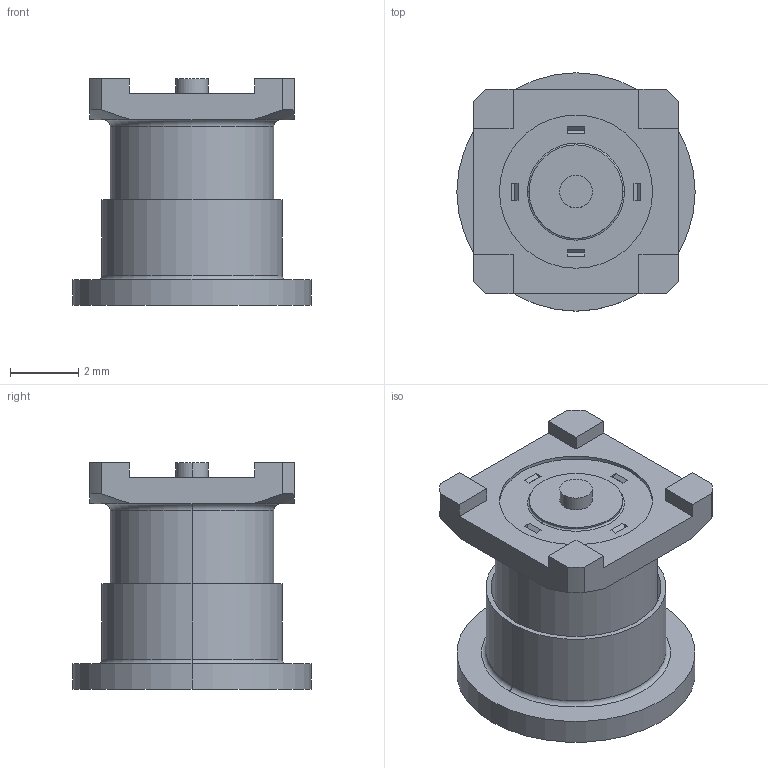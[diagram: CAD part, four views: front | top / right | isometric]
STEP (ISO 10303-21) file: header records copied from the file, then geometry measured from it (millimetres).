
FILE_DESCRIPTION (( 'STEP AP214' ), '1' );
FILE_NAME ('FMCN45870_3D.step', '2023-05-05T19:06:46', ( '' ), ( '' ), 'SwSTEP 2.0', 'SolidWorks 2022', '' );
FILE_SCHEMA (( 'AUTOMOTIVE_DESIGN' ));
Length unit declared in the file: inch
Products named in the file (3): FMCN45870_Base Model; FMCN45870_3D; FMCN45870_PTFE Cap
Assembly tree (2 placements, depth 2):
  FMCN45870_3D
    FMCN45870_Base Model
    FMCN45870_PTFE Cap
Bounding box: 7 x 7 x 6.65 mm (x, y, z)
Volume: 116.3 mm3; surface area: 415 mm2
Topology: 2 solids, 2 shells, 117 faces, 272 edges, 173 vertices
Faces by surface type: plane 55, cylinder 30, cone 24, torus 8
Entity records: 3500 total; most frequent: CARTESIAN_POINT 663, DIRECTION 596, ORIENTED_EDGE 544, EDGE_CURVE 272, AXIS2_PLACEMENT_3D 228, VERTEX_POINT 173, LINE 140, VECTOR 140
